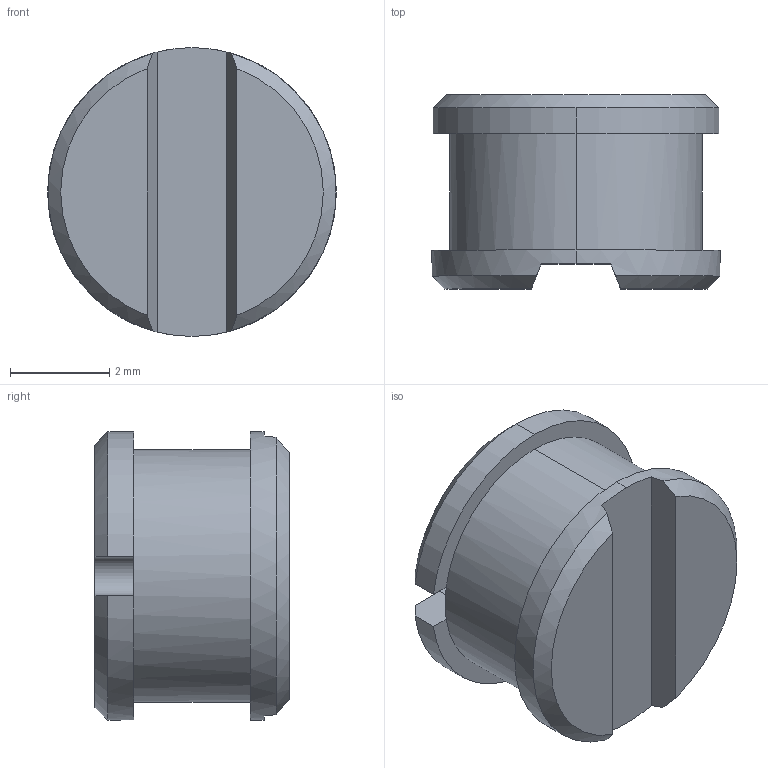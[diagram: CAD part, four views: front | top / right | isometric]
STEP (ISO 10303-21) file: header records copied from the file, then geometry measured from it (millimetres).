
FILE_DESCRIPTION (( 'STEP AP214' ), '1' );
FILE_NAME ('User Library-SDR0603.STEP', '2020-06-22T21:21:09', ( '' ), ( '' ), 'SwSTEP 2.0', 'SolidWorks 2019', '' );
FILE_SCHEMA (( 'AUTOMOTIVE_DESIGN' ));
Length unit declared in the file: millimetre
Products named in the file (1): User Library-SDR0603
Bounding box: 5.8 x 3.9 x 5.8 mm (x, y, z)
Volume: 81.4 mm3; surface area: 130.5 mm2
Topology: 1 solids, 1 shells, 29 faces, 74 edges, 48 vertices
Faces by surface type: plane 15, cylinder 9, cone 5
Entity records: 1249 total; most frequent: CARTESIAN_POINT 188, DIRECTION 154, ORIENTED_EDGE 148, EDGE_CURVE 74, AXIS2_PLACEMENT_3D 62, VERTEX_POINT 48, UNCERTAINTY_MEASURE_WITH_UNIT 32, CIRCLE 32
